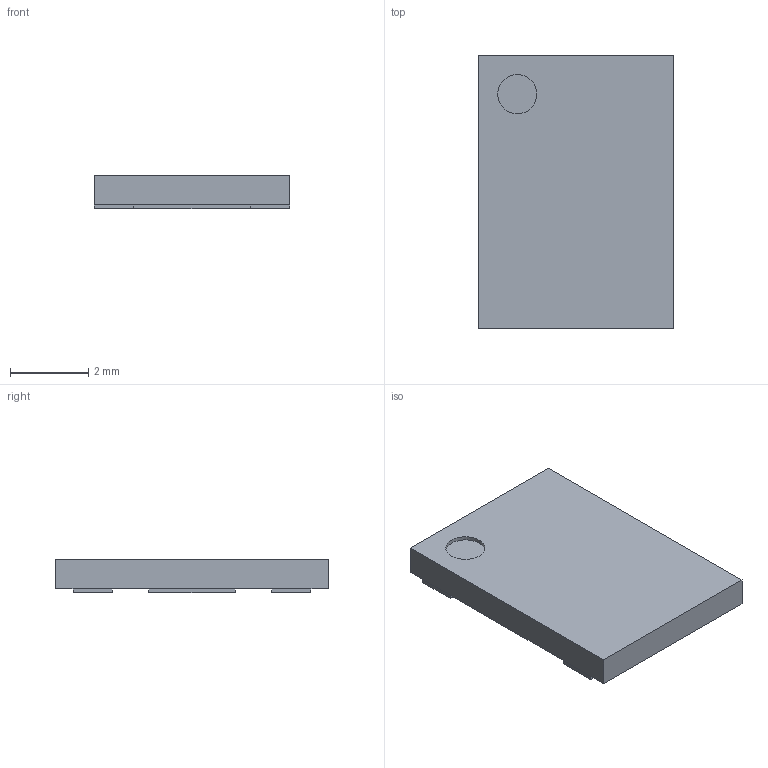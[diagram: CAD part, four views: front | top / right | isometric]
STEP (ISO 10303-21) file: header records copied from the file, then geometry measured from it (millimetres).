
FILE_DESCRIPTION(('STEP AP214'),'1');
FILE_NAME('ASVMB.stp','2023-01-27T10:36:38',(' '),(' '),'Spatial InterOp 3D',' ',' ');
FILE_SCHEMA(('AUTOMOTIVE_DESIGN { 1 0 10303 214 1 1 1 1 }'));
Length unit declared in the file: metre
Products named in the file (1): Volumenkörper
Bounding box: 5 x 7 x 0.85 mm (x, y, z)
Volume: 27.3 mm3; surface area: 91.1 mm2
Topology: 1 solids, 1 shells, 34 faces, 82 edges, 52 vertices
Faces by surface type: plane 32, cylinder 2
Entity records: 1063 total; most frequent: CARTESIAN_POINT 169, ORIENTED_EDGE 164, DIRECTION 156, EDGE_CURVE 82, LINE 78, VECTOR 78, VERTEX_POINT 52, AXIS2_PLACEMENT_3D 39
